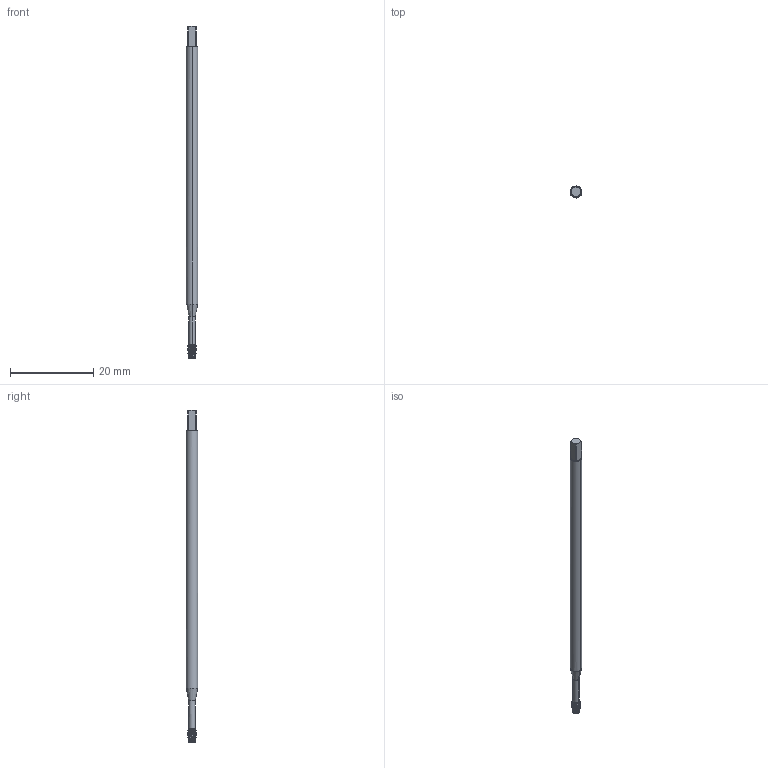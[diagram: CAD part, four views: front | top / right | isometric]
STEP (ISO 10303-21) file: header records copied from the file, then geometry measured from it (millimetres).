
FILE_DESCRIPTION(('no description'),'unknown implementation level');
FILE_NAME('solidPdG4NOhf2hTppHJABYBA8dv_n1c_1.STP',' ',('CIM GmbH Aachen'),('CADClick - KiM GmbH - www.kimweb.de'),'unknown preprocess','ACIS','unknown authorization');
FILE_SCHEMA(('automotive_design'));
Length unit declared in the file: millimetre
Products named in the file (2): 1; 2
Bounding box: 2.8 x 2.8 x 80 mm (x, y, z)
Volume: 434.3 mm3; surface area: 703.8 mm2
Topology: 2 solids, 2 shells, 171 faces, 471 edges, 302 vertices
Faces by surface type: cone 80, cylinder 68, plane 17, bspline 4, revolution 2
Entity records: 12810 total; most frequent: CARTESIAN_POINT 3417, STYLED_ITEM 944, PRESENTATION_STYLE_ASSIGNMENT 944, COLOUR_RGB 944, ORIENTED_EDGE 938, DIRECTION 805, EDGE_CURVE 469, CURVE_STYLE 469
